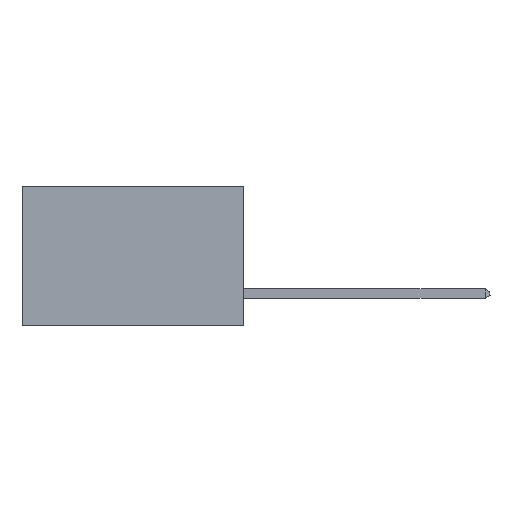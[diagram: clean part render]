
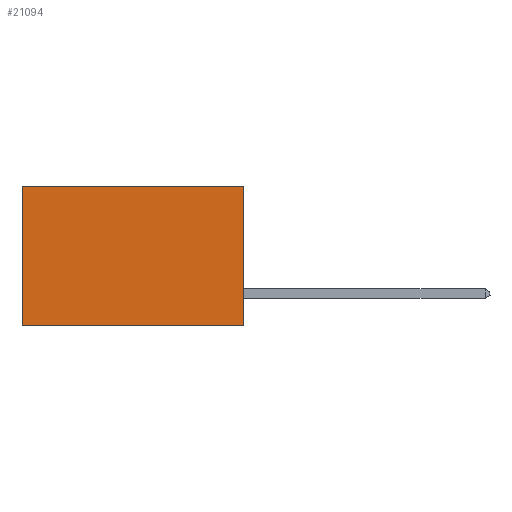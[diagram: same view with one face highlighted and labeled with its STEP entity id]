
A CAD part, left-side view. The second image highlights one B-rep face of the part: STEP entity #21094.
In plain terms, the highlighted planar face has unit normal (-1, 0, 0).
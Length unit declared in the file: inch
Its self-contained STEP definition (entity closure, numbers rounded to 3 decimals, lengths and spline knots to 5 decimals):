
#1427 = LINE ( 'NONE', #3566, #2065 ) ;
#1670 = VECTOR ( 'NONE', #26024, 39.37008 ) ;
#2065 = VECTOR ( 'NONE', #17782, 39.37008 ) ;
#2339 = DIRECTION ( 'NONE',  ( 0., 1., 0. ) ) ;
#3566 = CARTESIAN_POINT ( 'NONE',  ( 0.277, 0., -0.37 ) ) ;
#3612 = FACE_OUTER_BOUND ( 'NONE', #5369, .T. ) ;
#5237 = EDGE_CURVE ( 'NONE', #15121, #10458, #23663, .T. ) ;
#5239 = VERTEX_POINT ( 'NONE', #15056 ) ;
#5369 = EDGE_LOOP ( 'NONE', ( #25615, #8317, #16592, #19144 ) ) ;
#6167 = LINE ( 'NONE', #8307, #21127 ) ;
#7425 = VECTOR ( 'NONE', #14518, 39.37008 ) ;
#8150 = VERTEX_POINT ( 'NONE', #19192 ) ;
#8307 = CARTESIAN_POINT ( 'NONE',  ( 0.277, 0., 0. ) ) ;
#8317 = ORIENTED_EDGE ( 'NONE', *, *, #25151, .F. ) ;
#9185 = AXIS2_PLACEMENT_3D ( 'NONE', #19315, #11166, #25381 ) ;
#9797 = CARTESIAN_POINT ( 'NONE',  ( 0.277, 0.59, -0.37 ) ) ;
#10458 = VERTEX_POINT ( 'NONE', #22105 ) ;
#11166 = DIRECTION ( 'NONE',  ( 1., 0., 0. ) ) ;
#13063 = LINE ( 'NONE', #9797, #1670 ) ;
#14086 = CARTESIAN_POINT ( 'NONE',  ( 0.277, 0., -0.37 ) ) ;
#14518 = DIRECTION ( 'NONE',  ( 0., 0., -1. ) ) ;
#15056 = CARTESIAN_POINT ( 'NONE',  ( 0.277, 0.59, 0. ) ) ;
#15121 = VERTEX_POINT ( 'NONE', #21572 ) ;
#16592 = ORIENTED_EDGE ( 'NONE', *, *, #5237, .F. ) ;
#17782 = DIRECTION ( 'NONE',  ( 0., 1., 0. ) ) ;
#19144 = ORIENTED_EDGE ( 'NONE', *, *, #24569, .T. ) ;
#19192 = CARTESIAN_POINT ( 'NONE',  ( 0.277, 0.59, -0.37 ) ) ;
#19315 = CARTESIAN_POINT ( 'NONE',  ( 0.277, 0., -0.37 ) ) ;
#21094 = ADVANCED_FACE ( 'NONE', ( #3612 ), #23372, .F. ) ;
#21127 = VECTOR ( 'NONE', #2339, 39.37008 ) ;
#21572 = CARTESIAN_POINT ( 'NONE',  ( 0.277, 0., 0. ) ) ;
#22006 = EDGE_CURVE ( 'NONE', #5239, #8150, #13063, .T. ) ;
#22105 = CARTESIAN_POINT ( 'NONE',  ( 0.277, 0., -0.37 ) ) ;
#23372 = PLANE ( 'NONE',  #9185 ) ;
#23663 = LINE ( 'NONE', #14086, #7425 ) ;
#24569 = EDGE_CURVE ( 'NONE', #15121, #5239, #6167, .T. ) ;
#25151 = EDGE_CURVE ( 'NONE', #10458, #8150, #1427, .T. ) ;
#25381 = DIRECTION ( 'NONE',  ( 0., 0., -1. ) ) ;
#25615 = ORIENTED_EDGE ( 'NONE', *, *, #22006, .T. ) ;
#26024 = DIRECTION ( 'NONE',  ( 0., 0., -1. ) ) ;
